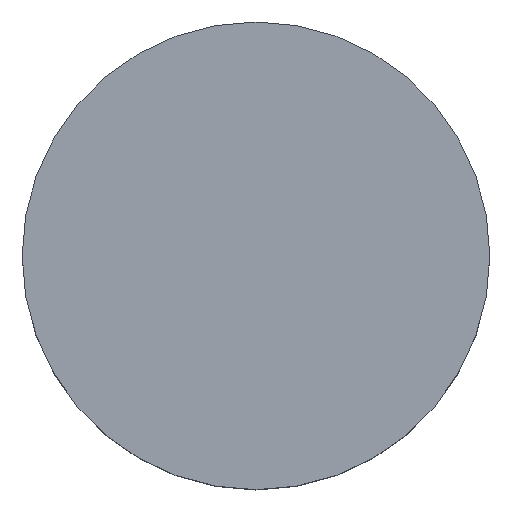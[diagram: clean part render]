
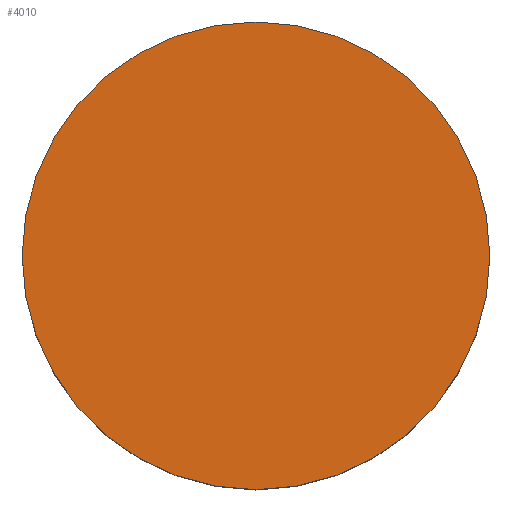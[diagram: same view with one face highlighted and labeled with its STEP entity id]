
A CAD part, top view. The second image highlights one B-rep face of the part: STEP entity #4010.
In plain terms, the highlighted planar face has unit normal (0, 0, 1).
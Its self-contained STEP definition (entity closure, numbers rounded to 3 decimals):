
#563 = VERTEX_POINT ( 'NONE', #3785 ) ;
#564 = VERTEX_POINT ( 'NONE', #3784 ) ;
#1098 = ORIENTED_EDGE ( 'NONE', *, *, #5650, .T. ) ;
#1099 = ORIENTED_EDGE ( 'NONE', *, *, #5765, .T. ) ;
#1449 = EDGE_LOOP ( 'NONE', ( #1099, #1098 ) ) ;
#1845 = FACE_OUTER_BOUND ( 'NONE', #1449, .T. ) ;
#2121 = CIRCLE ( 'NONE', #5864, 0.915 ) ;
#2258 = CIRCLE ( 'NONE', #5865, 0.915 ) ;
#2816 = CARTESIAN_POINT ( 'NONE',  ( 0., 0., 0. ) ) ;
#2817 = DIRECTION ( 'NONE',  ( 0., 0., 1. ) ) ;
#2818 = DIRECTION ( 'NONE',  ( 1., 0., 0. ) ) ;
#3784 = CARTESIAN_POINT ( 'NONE',  ( -0.915, 0., 0. ) ) ;
#3785 = CARTESIAN_POINT ( 'NONE',  ( 0.915, 0., 0. ) ) ;
#4010 = ADVANCED_FACE ( 'NONE', ( #1845 ), #5156, .F. ) ;
#5149 = CARTESIAN_POINT ( 'NONE',  ( 0., 0., 0. ) ) ;
#5156 = PLANE ( 'NONE',  #5844 ) ;
#5159 = DIRECTION ( 'NONE',  ( 0., 0., -1. ) ) ;
#5160 = DIRECTION ( 'NONE',  ( -1., 0., 0. ) ) ;
#5650 = EDGE_CURVE ( 'NONE', #564, #563, #2121, .T. ) ;
#5765 = EDGE_CURVE ( 'NONE', #563, #564, #2258, .T. ) ;
#5844 = AXIS2_PLACEMENT_3D ( 'NONE', #5149, #5159, #5160 ) ;
#5864 = AXIS2_PLACEMENT_3D ( 'NONE', #6757, #6758, #6759 ) ;
#5865 = AXIS2_PLACEMENT_3D ( 'NONE', #2816, #2817, #2818 ) ;
#6757 = CARTESIAN_POINT ( 'NONE',  ( 0., 0., 0. ) ) ;
#6758 = DIRECTION ( 'NONE',  ( 0., 0., 1. ) ) ;
#6759 = DIRECTION ( 'NONE',  ( 1., 0., 0. ) ) ;
